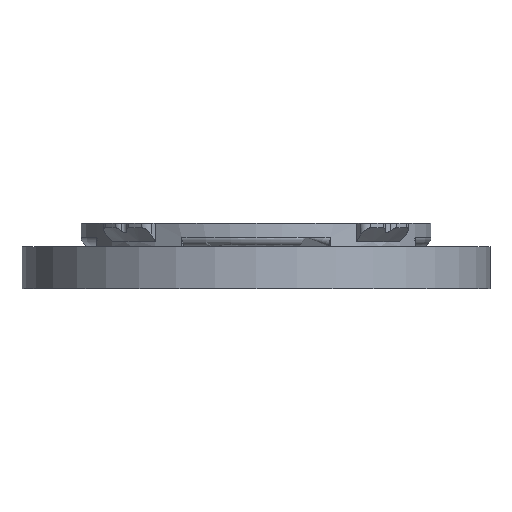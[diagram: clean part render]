
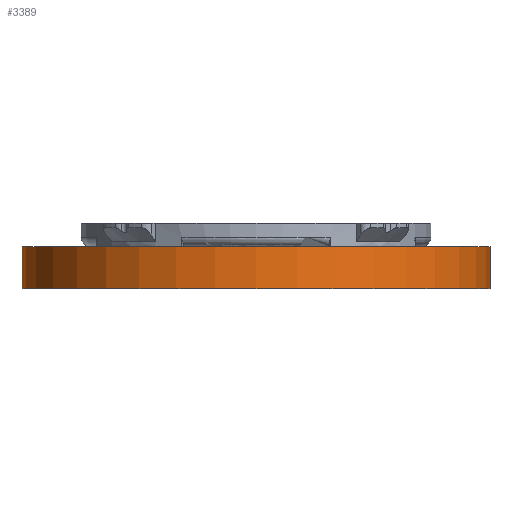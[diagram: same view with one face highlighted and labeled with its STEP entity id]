
A CAD part, front view. The second image highlights one B-rep face of the part: STEP entity #3389.
In plain terms, the highlighted cylindrical face has radius 50 mm (diameter 100 mm), a full revolution.
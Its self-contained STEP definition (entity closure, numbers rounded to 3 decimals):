
#286=CYLINDRICAL_SURFACE('',#3627,50.);
#551=LINE('',#6533,#816);
#816=VECTOR('',#4343,50.);
#1054=FACE_OUTER_BOUND('',#1253,.T.);
#1253=EDGE_LOOP('',(#3207,#3208,#3209,#3210));
#1292=CIRCLE('',#3457,50.);
#1318=CIRCLE('',#3543,50.);
#1416=VERTEX_POINT('',#4491);
#1624=VERTEX_POINT('',#6086);
#1767=EDGE_CURVE('',#1416,#1416,#1292,.T.);
#2086=EDGE_CURVE('',#1624,#1624,#1318,.T.);
#2200=EDGE_CURVE('',#1624,#1416,#551,.T.);
#3207=ORIENTED_EDGE('',*,*,#2086,.F.);
#3208=ORIENTED_EDGE('',*,*,#2200,.T.);
#3209=ORIENTED_EDGE('',*,*,#1767,.T.);
#3210=ORIENTED_EDGE('',*,*,#2200,.F.);
#3389=ADVANCED_FACE('',(#1054),#286,.T.);
#3457=AXIS2_PLACEMENT_3D('',#4492,#3770,#3771);
#3543=AXIS2_PLACEMENT_3D('',#6087,#4123,#4124);
#3627=AXIS2_PLACEMENT_3D('',#6532,#4341,#4342);
#3770=DIRECTION('center_axis',(0.,0.,1.));
#3771=DIRECTION('ref_axis',(-1.,0.,0.));
#4123=DIRECTION('center_axis',(0.,0.,1.));
#4124=DIRECTION('ref_axis',(-1.,0.,0.));
#4341=DIRECTION('center_axis',(0.,0.,1.));
#4342=DIRECTION('ref_axis',(-1.,0.,0.));
#4343=DIRECTION('',(0.,0.,-1.));
#4491=CARTESIAN_POINT('',(50.,0.,21.));
#4492=CARTESIAN_POINT('Origin',(0.,0.,21.));
#6086=CARTESIAN_POINT('',(50.,0.,30.));
#6087=CARTESIAN_POINT('Origin',(0.,0.,30.));
#6532=CARTESIAN_POINT('Origin',(0.,0.,21.));
#6533=CARTESIAN_POINT('',(50.,0.,21.));
